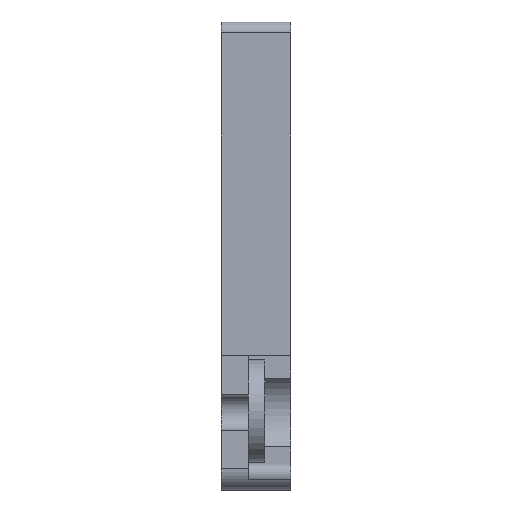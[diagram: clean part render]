
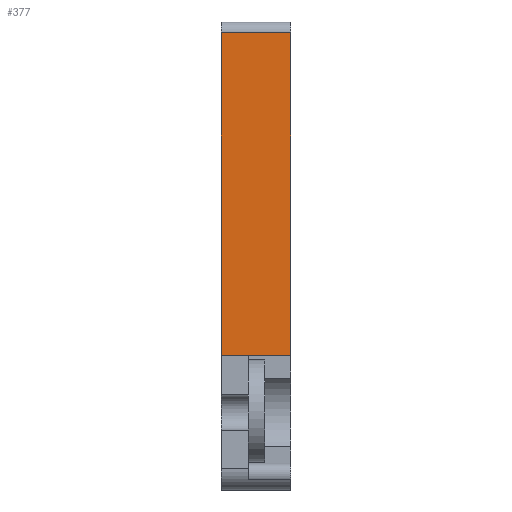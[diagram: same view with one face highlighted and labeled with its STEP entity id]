
A CAD part, front view. The second image highlights one B-rep face of the part: STEP entity #377.
In plain terms, the highlighted planar face has unit normal (0, -1, 0).
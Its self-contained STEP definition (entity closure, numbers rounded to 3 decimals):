
#350=AXIS2_PLACEMENT_3D('Plane Axis2P3D',#347,#348,#349) ;
#312=CARTESIAN_POINT('Line Origine',(3.25,0.,12.5)) ;
#316=CARTESIAN_POINT('Vertex',(0.,0.,12.5)) ;
#318=CARTESIAN_POINT('Vertex',(6.5,0.,12.5)) ;
#347=CARTESIAN_POINT('Axis2P3D Location',(0.,0.,12.5)) ;
#352=CARTESIAN_POINT('Line Origine',(3.25,0.,42.5)) ;
#356=CARTESIAN_POINT('Vertex',(0.,0.,42.5)) ;
#358=CARTESIAN_POINT('Vertex',(6.5,0.,42.5)) ;
#361=CARTESIAN_POINT('Line Origine',(0.,0.,27.5)) ;
#366=CARTESIAN_POINT('Line Origine',(6.5,0.,27.5)) ;
#313=DIRECTION('Vector Direction',(1.,0.,0.)) ;
#348=DIRECTION('Axis2P3D Direction',(0.,1.,0.)) ;
#349=DIRECTION('Axis2P3D XDirection',(0.,0.,1.)) ;
#353=DIRECTION('Vector Direction',(1.,0.,0.)) ;
#362=DIRECTION('Vector Direction',(0.,0.,1.)) ;
#367=DIRECTION('Vector Direction',(0.,0.,1.)) ;
#314=VECTOR('Line Direction',#313,1.) ;
#354=VECTOR('Line Direction',#353,1.) ;
#363=VECTOR('Line Direction',#362,1.) ;
#368=VECTOR('Line Direction',#367,1.) ;
#372=ORIENTED_EDGE('',*,*,#360,.F.) ;
#373=ORIENTED_EDGE('',*,*,#365,.T.) ;
#374=ORIENTED_EDGE('',*,*,#320,.T.) ;
#375=ORIENTED_EDGE('',*,*,#370,.F.) ;
#377=ADVANCED_FACE('V1',(#376),#351,.F.) ;
#320=EDGE_CURVE('',#317,#319,#315,.T.) ;
#360=EDGE_CURVE('',#357,#359,#355,.T.) ;
#365=EDGE_CURVE('',#357,#317,#364,.F.) ;
#370=EDGE_CURVE('',#359,#319,#369,.F.) ;
#371=EDGE_LOOP('',(#372,#373,#374,#375)) ;
#376=FACE_OUTER_BOUND('',#371,.T.) ;
#315=LINE('Line',#312,#314) ;
#355=LINE('Line',#352,#354) ;
#364=LINE('Line',#361,#363) ;
#369=LINE('Line',#366,#368) ;
#351=PLANE('',#350) ;
#317=VERTEX_POINT('',#316) ;
#319=VERTEX_POINT('',#318) ;
#357=VERTEX_POINT('',#356) ;
#359=VERTEX_POINT('',#358) ;
